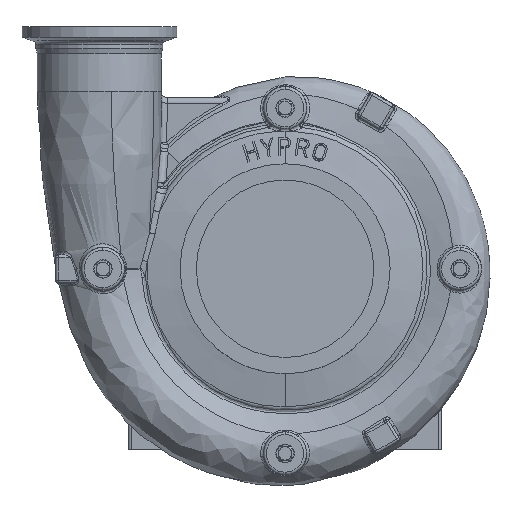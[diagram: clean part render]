
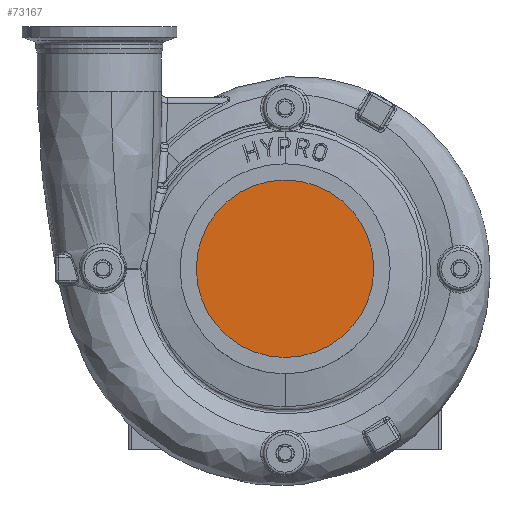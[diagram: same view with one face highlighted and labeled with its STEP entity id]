
A CAD part, top view. The second image highlights one B-rep face of the part: STEP entity #73167.
In plain terms, the highlighted planar face has unit normal (0, 0, 1).
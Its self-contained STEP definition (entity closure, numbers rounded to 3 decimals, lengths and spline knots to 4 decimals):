
#181 = VERTEX_POINT ( 'NONE', #9931 ) ;
#1566 = CIRCLE ( 'NONE', #7636, 1.875 ) ;
#1674 = EDGE_LOOP ( 'NONE', ( #55561, #23428 ) ) ;
#7636 = AXIS2_PLACEMENT_3D ( 'NONE', #75743, #29413, #83560 ) ;
#9931 = CARTESIAN_POINT ( 'NONE',  ( 1.875, 0., 4.04 ) ) ;
#10302 = CARTESIAN_POINT ( 'NONE',  ( 0., 0., 4.04 ) ) ;
#18065 = DIRECTION ( 'NONE',  ( 1., 0., 0. ) ) ;
#19314 = DIRECTION ( 'NONE',  ( 0., 0., 1. ) ) ;
#23428 = ORIENTED_EDGE ( 'NONE', *, *, #41495, .T. ) ;
#29413 = DIRECTION ( 'NONE',  ( 0., 0., 1. ) ) ;
#41495 = EDGE_CURVE ( 'NONE', #99109, #181, #81070, .T. ) ;
#50917 = CARTESIAN_POINT ( 'NONE',  ( -1.875, 0., 4.04 ) ) ;
#53281 = AXIS2_PLACEMENT_3D ( 'NONE', #65650, #19314, #73432 ) ;
#55561 = ORIENTED_EDGE ( 'NONE', *, *, #94554, .T. ) ;
#62313 = AXIS2_PLACEMENT_3D ( 'NONE', #10302, #64390, #18065 ) ;
#64390 = DIRECTION ( 'NONE',  ( 0., 0., 1. ) ) ;
#65650 = CARTESIAN_POINT ( 'NONE',  ( 0., 1.875, 4.04 ) ) ;
#73167 = ADVANCED_FACE ( 'NONE', ( #95879 ), #96116, .T. ) ;
#73432 = DIRECTION ( 'NONE',  ( 1., 0., 0. ) ) ;
#75743 = CARTESIAN_POINT ( 'NONE',  ( 0., 0., 4.04 ) ) ;
#81070 = CIRCLE ( 'NONE', #62313, 1.875 ) ;
#83560 = DIRECTION ( 'NONE',  ( 1., 0., 0. ) ) ;
#94554 = EDGE_CURVE ( 'NONE', #181, #99109, #1566, .T. ) ;
#95879 = FACE_OUTER_BOUND ( 'NONE', #1674, .T. ) ;
#96116 = PLANE ( 'NONE',  #53281 ) ;
#99109 = VERTEX_POINT ( 'NONE', #50917 ) ;
